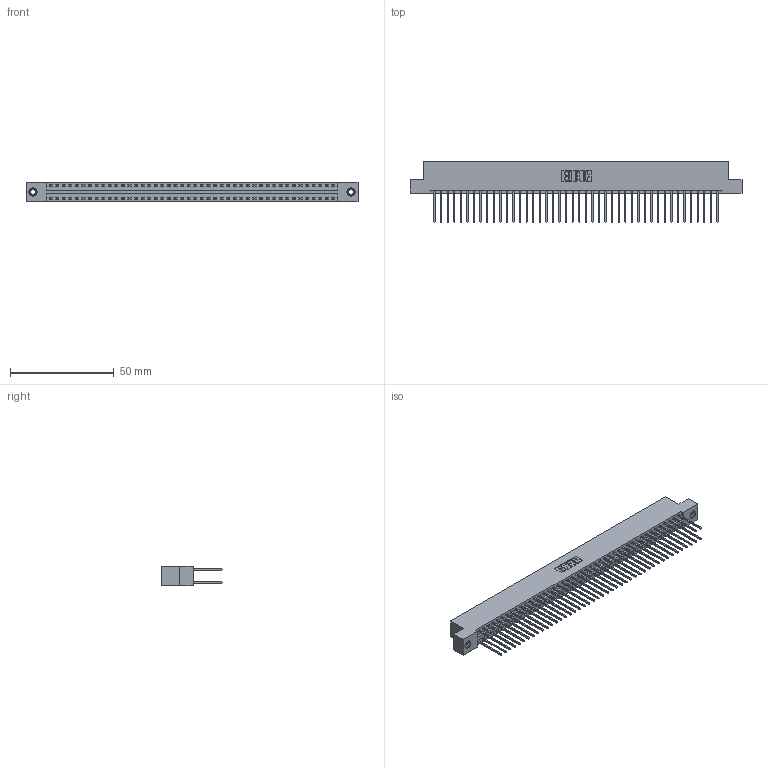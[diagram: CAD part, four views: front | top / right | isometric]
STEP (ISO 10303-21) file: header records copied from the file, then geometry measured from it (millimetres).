
FILE_DESCRIPTION (( 'STEP AP203' ), '1' );
FILE_NAME ('346-088-540-207.STEP', '2018-08-30T00:15:06', ( '' ), ( '' ), 'SwSTEP 2.0', 'SolidWorks 2016', '' );
FILE_SCHEMA (( 'CONFIG_CONTROL_DESIGN' ));
Length unit declared in the file: inch
Products named in the file (4): 346-088-540-207; 346 Part_Flush Mounting Lugs - 0.156 Dia-TI; 345-292-001_345-293-140; 345-250-001_345-250-005-103
Assembly tree (91 placements, depth 2):
  346-088-540-207
    346 Part_Flush Mounting Lugs - 0.156 Dia-TI
    345-292-001_345-293-140  x88
    345-250-001_345-250-005-103  x2
Bounding box: 160.27 x 29.46 x 9.4 mm (x, y, z)
Volume: 15964.3 mm3; surface area: 23587.2 mm2
Topology: 91 solids, 91 shells, 4758 faces, 14105 edges, 9278 vertices
Faces by surface type: plane 3188, cylinder 1554, cone 12, torus 4
Entity records: 29650 total; most frequent: CARTESIAN_POINT 4867, ORIENTED_EDGE 4794, DIRECTION 4367, EDGE_CURVE 2397, LINE 2069, VECTOR 2069, VERTEX_POINT 1592, AXIS2_PLACEMENT_3D 1149
